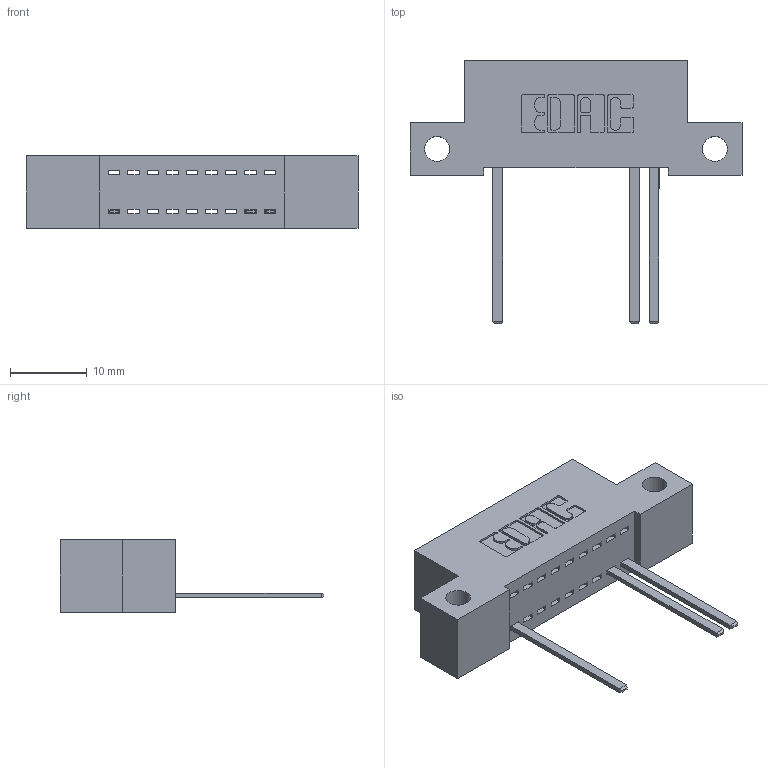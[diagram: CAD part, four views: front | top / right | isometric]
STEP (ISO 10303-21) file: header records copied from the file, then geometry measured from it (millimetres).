
FILE_DESCRIPTION (( 'STEP AP203' ), '1' );
FILE_NAME ('392-009-544-112.STEP', '2018-08-14T19:56:23', ( '' ), ( '' ), 'SwSTEP 2.0', 'SolidWorks 2016', '' );
FILE_SCHEMA (( 'CONFIG_CONTROL_DESIGN' ));
Length unit declared in the file: inch
Products named in the file (3): 342 Part_Side Mount; 345-292-001_345-293-144; 392-009-544-112
Assembly tree (4 placements, depth 2):
  392-009-544-112
    342 Part_Side Mount
    345-292-001_345-293-144  x3
Bounding box: 43.18 x 34.3 x 9.4 mm (x, y, z)
Volume: 3556.7 mm3; surface area: 4186.9 mm2
Topology: 4 solids, 4 shells, 338 faces, 1025 edges, 678 vertices
Faces by surface type: plane 252, cylinder 86
Entity records: 9265 total; most frequent: CARTESIAN_POINT 1635, ORIENTED_EDGE 1586, DIRECTION 1435, EDGE_CURVE 793, VECTOR 669, LINE 669, VERTEX_POINT 526, AXIS2_PLACEMENT_3D 383
